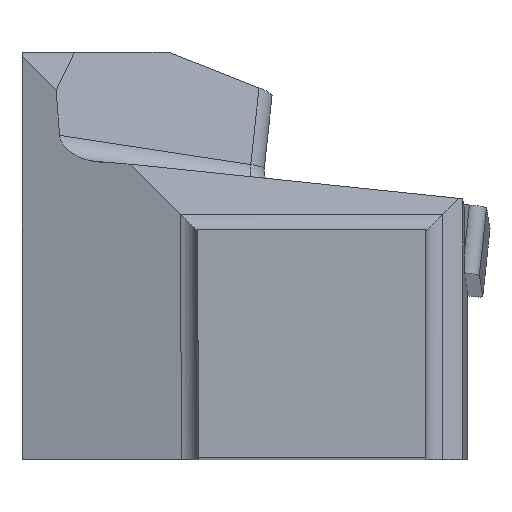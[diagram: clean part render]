
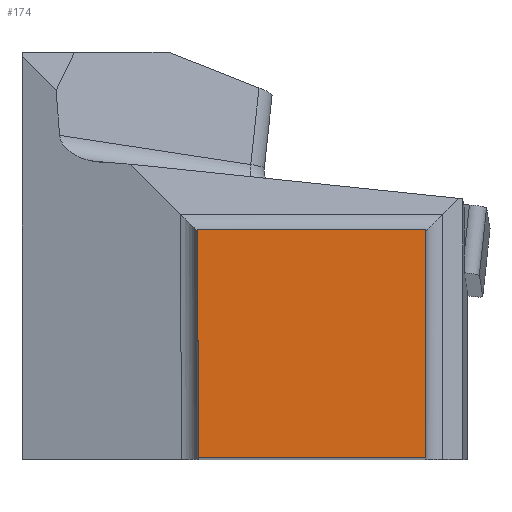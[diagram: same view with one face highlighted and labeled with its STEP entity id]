
A CAD part, top view. The second image highlights one B-rep face of the part: STEP entity #174.
In plain terms, the highlighted planar face has unit normal (0, 0, 1).
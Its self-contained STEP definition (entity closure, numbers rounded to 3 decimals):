
#132=FACE_OUTER_BOUND('',#429,.T.);
#174=ADVANCED_FACE('SHANK_FACE_BACK',(#132),#214,.F.);
#214=PLANE('',#970);
#284=LINE('',#1419,#368);
#285=LINE('',#1422,#369);
#286=LINE('',#1424,#370);
#287=LINE('',#1426,#371);
#368=VECTOR('',#1142,1.);
#369=VECTOR('',#1143,1.);
#370=VECTOR('',#1144,1.);
#371=VECTOR('',#1145,1.);
#429=EDGE_LOOP('',(#559,#560,#561,#562));
#559=ORIENTED_EDGE('',*,*,#813,.F.);
#560=ORIENTED_EDGE('',*,*,#814,.T.);
#561=ORIENTED_EDGE('',*,*,#815,.T.);
#562=ORIENTED_EDGE('',*,*,#816,.F.);
#724=VERTEX_POINT('',#1420);
#725=VERTEX_POINT('',#1421);
#726=VERTEX_POINT('',#1423);
#727=VERTEX_POINT('',#1425);
#813=EDGE_CURVE('',#724,#725,#284,.T.);
#814=EDGE_CURVE('',#724,#726,#285,.T.);
#815=EDGE_CURVE('',#726,#727,#286,.T.);
#816=EDGE_CURVE('',#725,#727,#287,.T.);
#970=AXIS2_PLACEMENT_3D('',#1427,#1146,#1147);
#1142=DIRECTION('',(-0.004,1.,0.));
#1143=DIRECTION('',(1.,0.,0.));
#1144=DIRECTION('',(0.,1.,0.));
#1145=DIRECTION('',(1.,0.,0.));
#1146=DIRECTION('',(0.,0.,-1.));
#1147=DIRECTION('',(-0.994,0.106,0.));
#1419=CARTESIAN_POINT('',(0.593,-120.144,0.));
#1420=CARTESIAN_POINT('',(0.069,0.,0.));
#1421=CARTESIAN_POINT('',(0.,15.875,0.));
#1422=CARTESIAN_POINT('',(-14.227,0.,0.));
#1423=CARTESIAN_POINT('',(15.875,0.,0.));
#1424=CARTESIAN_POINT('',(15.875,-6.294,0.));
#1425=CARTESIAN_POINT('',(15.875,15.875,0.));
#1426=CARTESIAN_POINT('',(-14.227,15.875,0.));
#1427=CARTESIAN_POINT('',(0.,0.,
0.));
